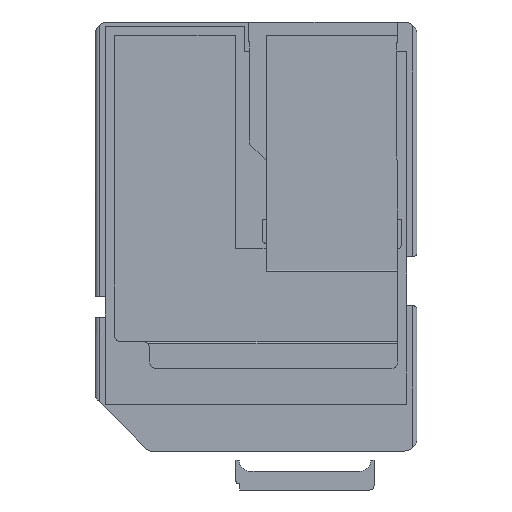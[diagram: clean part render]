
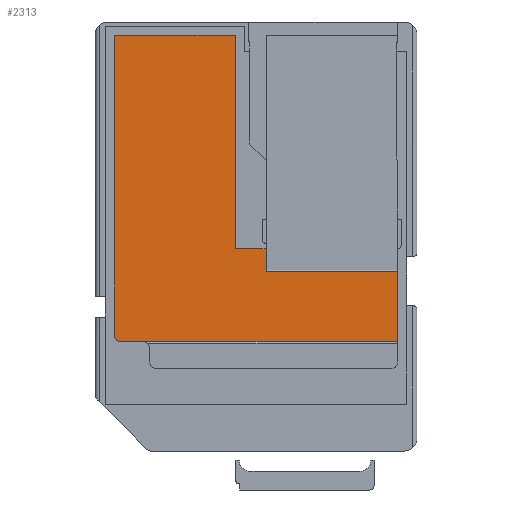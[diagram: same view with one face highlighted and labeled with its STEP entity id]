
A CAD part, front view. The second image highlights one B-rep face of the part: STEP entity #2313.
In plain terms, the highlighted planar face has unit normal (0, -1, 0).
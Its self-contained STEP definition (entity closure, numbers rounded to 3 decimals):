
#88=PLANE('',#2485);
#187=FACE_OUTER_BOUND('',#309,.T.);
#309=EDGE_LOOP('',(#1841,#1842,#1843,#1844,#1845,#1846,#1847,#1848));
#418=LINE('',#3331,#687);
#487=LINE('',#3547,#756);
#504=LINE('',#3579,#773);
#526=LINE('',#3637,#795);
#529=LINE('',#3644,#798);
#531=LINE('',#3648,#800);
#532=LINE('',#3650,#801);
#533=LINE('',#3651,#802);
#687=VECTOR('',#2681,10.);
#756=VECTOR('',#2826,10.);
#773=VECTOR('',#2853,10.);
#795=VECTOR('',#2905,10.);
#798=VECTOR('',#2914,10.);
#800=VECTOR('',#2918,10.);
#801=VECTOR('',#2919,10.);
#802=VECTOR('',#2920,10.);
#1007=VERTEX_POINT('',#3328);
#1008=VERTEX_POINT('',#3330);
#1075=VERTEX_POINT('',#3544);
#1076=VERTEX_POINT('',#3546);
#1085=VERTEX_POINT('',#3575);
#1107=VERTEX_POINT('',#3636);
#1109=VERTEX_POINT('',#3647);
#1110=VERTEX_POINT('',#3649);
#1245=EDGE_CURVE('',#1008,#1007,#418,.T.);
#1335=EDGE_CURVE('',#1075,#1076,#487,.T.);
#1352=EDGE_CURVE('',#1076,#1085,#504,.T.);
#1381=EDGE_CURVE('',#1085,#1107,#526,.T.);
#1385=EDGE_CURVE('',#1008,#1075,#529,.T.);
#1387=EDGE_CURVE('',#1109,#1007,#531,.T.);
#1388=EDGE_CURVE('',#1110,#1109,#532,.T.);
#1389=EDGE_CURVE('',#1107,#1110,#533,.T.);
#1841=ORIENTED_EDGE('',*,*,#1385,.F.);
#1842=ORIENTED_EDGE('',*,*,#1245,.T.);
#1843=ORIENTED_EDGE('',*,*,#1387,.F.);
#1844=ORIENTED_EDGE('',*,*,#1388,.F.);
#1845=ORIENTED_EDGE('',*,*,#1389,.F.);
#1846=ORIENTED_EDGE('',*,*,#1381,.F.);
#1847=ORIENTED_EDGE('',*,*,#1352,.F.);
#1848=ORIENTED_EDGE('',*,*,#1335,.F.);
#2313=ADVANCED_FACE('',(#187),#88,.F.);
#2485=AXIS2_PLACEMENT_3D('',#3646,#2916,#2917);
#2681=DIRECTION('',(0.,0.,1.));
#2826=DIRECTION('',(0.,0.,-1.));
#2853=DIRECTION('',(-1.,0.,0.));
#2905=DIRECTION('',(0.,0.,1.));
#2914=DIRECTION('',(1.,0.,0.));
#2916=DIRECTION('center_axis',(0.,1.,0.));
#2917=DIRECTION('ref_axis',(0.,0.,1.));
#2918=DIRECTION('',(1.,0.,0.));
#2919=DIRECTION('',(0.,0.,-1.));
#2920=DIRECTION('',(1.,0.,0.));
#3328=CARTESIAN_POINT('',(12.75,0.1,-16.9));
#3330=CARTESIAN_POINT('',(12.75,0.1,-18.6));
#3331=CARTESIAN_POINT('',(12.75,0.1,-13.963));
#3544=CARTESIAN_POINT('',(22.55,0.1,-18.6));
#3546=CARTESIAN_POINT('',(22.55,0.1,-23.85));
#3547=CARTESIAN_POINT('',(22.55,0.1,-16.9));
#3575=CARTESIAN_POINT('',(1.45,0.1,-23.85));
#3579=CARTESIAN_POINT('',(10.45,0.1,-23.85));
#3636=CARTESIAN_POINT('',(1.45,0.1,-1.));
#3637=CARTESIAN_POINT('',(1.45,0.1,-23.85));
#3644=CARTESIAN_POINT('',(17.275,0.1,-18.6));
#3646=CARTESIAN_POINT('Origin',(12.,0.1,-12.425));
#3647=CARTESIAN_POINT('',(10.45,0.1,-16.9));
#3648=CARTESIAN_POINT('',(4.075,0.1,-16.9));
#3649=CARTESIAN_POINT('',(10.45,0.1,-1.));
#3650=CARTESIAN_POINT('',(10.45,0.1,-1.));
#3651=CARTESIAN_POINT('',(1.45,0.1,-1.));
